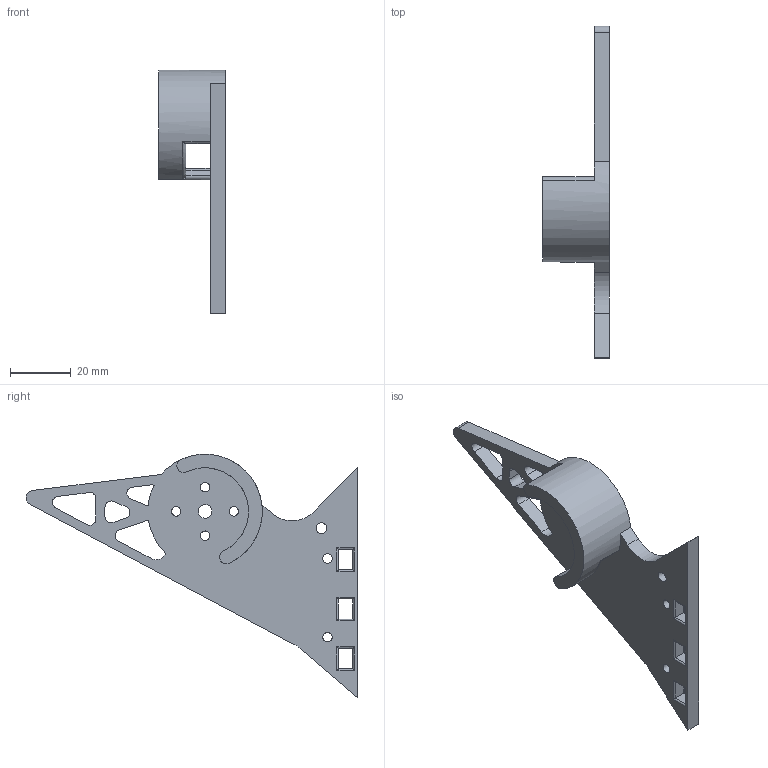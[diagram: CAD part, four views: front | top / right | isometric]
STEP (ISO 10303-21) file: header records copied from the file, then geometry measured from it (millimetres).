
FILE_DESCRIPTION(/* description */ (''),/* implementation_level */ '2;1');
FILE_NAME(/* name */ 'MotorCableClip.ipt.step',/* time_stamp */ '2024-02-28T22:20:11-06:00',/* author */ ('smz3rm'),/* organization */ (''),/* preprocessor_version */ 'ST-DEVELOPER v18',/* originating_system */ 'Autodesk Inventor 2020',/* authorisation */ '');
FILE_SCHEMA (('AUTOMOTIVE_DESIGN { 1 0 10303 214 3 1 1 }'));
Length unit declared in the file: millimetre
Products named in the file (1): MotorCableClip
Bounding box: 22 x 109.53 x 80.44 mm (x, y, z)
Volume: 21091 mm3; surface area: 12003.9 mm2
Topology: 1 solids, 1 shells, 93 faces, 258 edges, 166 vertices
Faces by surface type: cylinder 57, plane 34, torus 2
Full cylindrical faces by diameter (mm): 3.1 x6, 3.6 x1, 4.5 x1
Entity records: 3233 total; most frequent: CARTESIAN_POINT 596, DIRECTION 542, ORIENTED_EDGE 516, EDGE_CURVE 258, AXIS2_PLACEMENT_3D 196, VERTEX_POINT 166, LINE 150, VECTOR 150
